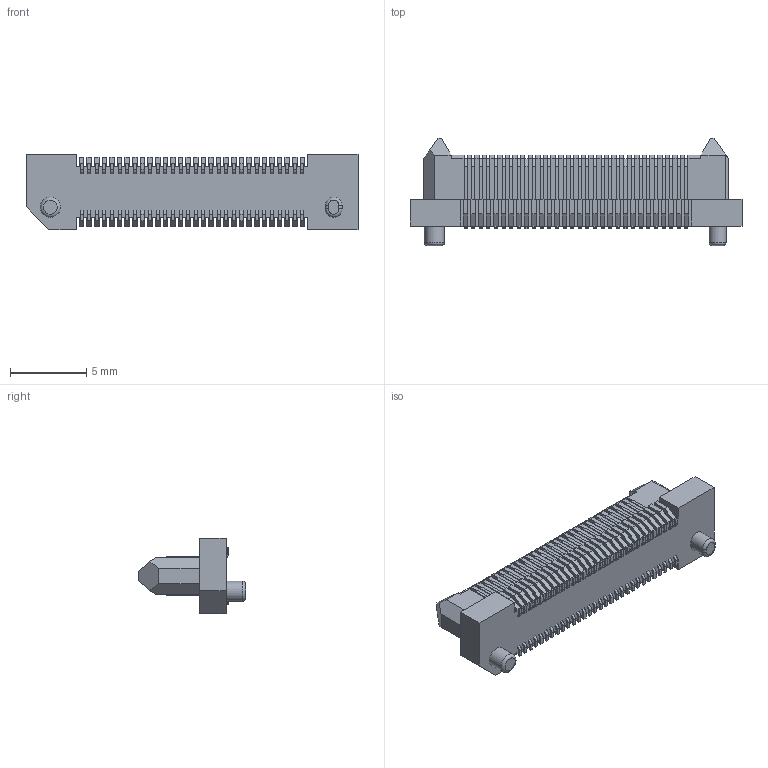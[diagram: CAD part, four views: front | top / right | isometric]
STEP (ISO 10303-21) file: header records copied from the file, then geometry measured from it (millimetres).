
FILE_DESCRIPTION(/* description */ ('STEP AP214'),/* implementation_level */ '2;1');
FILE_NAME(/* name */ 'ERM5-030-02.0-S-DV-TR',/* time_stamp */ '2024-08-01T04:50:10+02:00',/* author */ ('License CC BY-ND 4.0'),/* organization */ ('CADENAS'),/* preprocessor_version */ 'ST-DEVELOPER v19.3',/* originating_system */ 'PARTsolutions',/* authorisation */ ' ');
FILE_SCHEMA (('AUTOMOTIVE_DESIGN {1 0 10303 214 3 1 1}'));
Length unit declared in the file: millimetre
Products named in the file (4): ERM5-030-02.0-S-DV-TR; ERM5-030-02.0-DV_header; T-1M59-030-02.0; T-1M59-030-02.02
Assembly tree (3 placements, depth 2):
  ERM5-030-02.0-S-DV-TR
    ERM5-030-02.0-DV_header
    T-1M59-030-02.0
    T-1M59-030-02.02
Bounding box: 21.8 x 7.04 x 4.95 mm (x, y, z)
Volume: 285.5 mm3; surface area: 1208.1 mm2
Topology: 3 solids, 3 shells, 1732 faces, 5157 edges, 3434 vertices
Faces by surface type: plane 1540, cylinder 189, torus 3
Full cylindrical faces by diameter (mm): 1.32 x1
Entity records: 57312 total; most frequent: CARTESIAN_POINT 10323, ORIENTED_EDGE 10308, DIRECTION 9009, EDGE_CURVE 5154, LINE 4771, VECTOR 4771, VERTEX_POINT 3433, AXIS2_PLACEMENT_3D 2119
